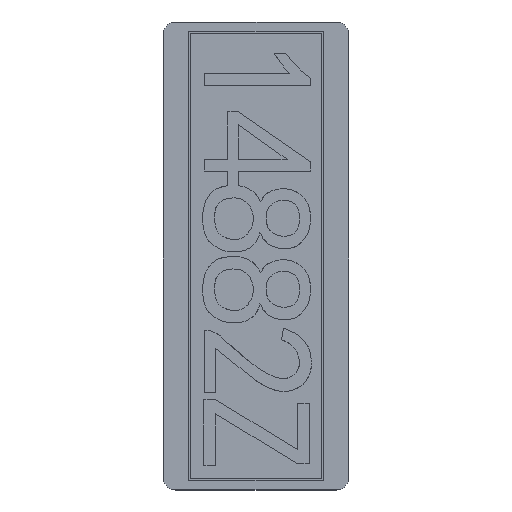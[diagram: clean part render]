
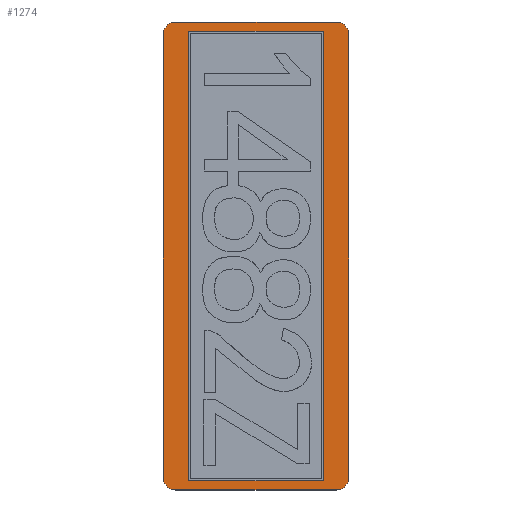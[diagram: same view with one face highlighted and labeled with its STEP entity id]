
A CAD part, top view. The second image highlights one B-rep face of the part: STEP entity #1274.
In plain terms, the highlighted planar face has unit normal (0, 0, 1).
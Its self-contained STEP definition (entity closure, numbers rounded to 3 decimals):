
#51 = CARTESIAN_POINT ( 'NONE',  ( -20.78, 53.911, 3.86 ) ) ;
#53 = VERTEX_POINT ( 'NONE', #3975 ) ;
#96 = CARTESIAN_POINT ( 'NONE',  ( 20.22, 56.911, 3.86 ) ) ;
#110 = VECTOR ( 'NONE', #4035, 1000. ) ;
#132 = ORIENTED_EDGE ( 'NONE', *, *, #1455, .T. ) ;
#255 = EDGE_CURVE ( 'NONE', #4119, #3906, #4604, .T. ) ;
#265 = AXIS2_PLACEMENT_3D ( 'NONE', #538, #912, #2043 ) ;
#303 = CARTESIAN_POINT ( 'NONE',  ( -20.78, -51.071, 3.86 ) ) ;
#323 = VERTEX_POINT ( 'NONE', #1546 ) ;
#334 = CARTESIAN_POINT ( 'NONE',  ( 23.22, 53.911, 3.86 ) ) ;
#538 = CARTESIAN_POINT ( 'NONE',  ( -17.78, 53.911, 3.86 ) ) ;
#578 = CARTESIAN_POINT ( 'NONE',  ( 20.22, 53.911, 3.86 ) ) ;
#584 = ORIENTED_EDGE ( 'NONE', *, *, #1822, .T. ) ;
#604 = EDGE_CURVE ( 'NONE', #3990, #3086, #4499, .T. ) ;
#674 = ORIENTED_EDGE ( 'NONE', *, *, #1890, .T. ) ;
#777 = AXIS2_PLACEMENT_3D ( 'NONE', #3426, #3356, #3326 ) ;
#787 = DIRECTION ( 'NONE',  ( 0., 1., 0. ) ) ;
#912 = DIRECTION ( 'NONE',  ( 0., 0., 1. ) ) ;
#920 = EDGE_CURVE ( 'NONE', #323, #3072, #4302, .T. ) ;
#929 = DIRECTION ( 'NONE',  ( -1., 0., 0. ) ) ;
#931 = DIRECTION ( 'NONE',  ( -1., 0., 0. ) ) ;
#1007 = DIRECTION ( 'NONE',  ( 0., -1., 0. ) ) ;
#1024 = CARTESIAN_POINT ( 'NONE',  ( -20.78, 56.911, 3.86 ) ) ;
#1246 = EDGE_CURVE ( 'NONE', #2159, #4119, #3136, .T. ) ;
#1274 = ADVANCED_FACE ( 'NONE', ( #4595, #2076 ), #1658, .F. ) ;
#1429 = CARTESIAN_POINT ( 'NONE',  ( -17.78, -54.071, 3.86 ) ) ;
#1455 = EDGE_CURVE ( 'NONE', #3072, #2975, #2142, .T. ) ;
#1461 = EDGE_CURVE ( 'NONE', #3757, #4063, #1771, .T. ) ;
#1528 = CARTESIAN_POINT ( 'NONE',  ( 23.22, -51.071, 3.86 ) ) ;
#1546 = CARTESIAN_POINT ( 'NONE',  ( 20.22, -54.071, 3.86 ) ) ;
#1588 = LINE ( 'NONE', #3728, #3622 ) ;
#1658 = PLANE ( 'NONE',  #4462 ) ;
#1689 = LINE ( 'NONE', #1754, #3626 ) ;
#1692 = EDGE_CURVE ( 'NONE', #4063, #53, #1588, .T. ) ;
#1728 = CARTESIAN_POINT ( 'NONE',  ( -24.18, -49.38, 3.86 ) ) ;
#1754 = CARTESIAN_POINT ( 'NONE',  ( -14.78, -49.38, 3.86 ) ) ;
#1771 = LINE ( 'NONE', #4004, #2732 ) ;
#1822 = EDGE_CURVE ( 'NONE', #2975, #3990, #3786, .T. ) ;
#1825 = AXIS2_PLACEMENT_3D ( 'NONE', #578, #3065, #931 ) ;
#1853 = VERTEX_POINT ( 'NONE', #1983 ) ;
#1890 = EDGE_CURVE ( 'NONE', #3086, #2159, #2426, .T. ) ;
#1983 = CARTESIAN_POINT ( 'NONE',  ( -14.78, -51.83, 3.86 ) ) ;
#2025 = ORIENTED_EDGE ( 'NONE', *, *, #604, .T. ) ;
#2043 = DIRECTION ( 'NONE',  ( -1., 0., 0. ) ) ;
#2046 = DIRECTION ( 'NONE',  ( 1., 0., 0. ) ) ;
#2076 = FACE_OUTER_BOUND ( 'NONE', #2598, .T. ) ;
#2077 = ORIENTED_EDGE ( 'NONE', *, *, #4376, .T. ) ;
#2142 = LINE ( 'NONE', #4354, #110 ) ;
#2159 = VERTEX_POINT ( 'NONE', #51 ) ;
#2205 = ORIENTED_EDGE ( 'NONE', *, *, #3674, .F. ) ;
#2223 = CARTESIAN_POINT ( 'NONE',  ( 17.22, 54.67, 3.86 ) ) ;
#2350 = EDGE_CURVE ( 'NONE', #53, #1853, #1689, .T. ) ;
#2426 = CIRCLE ( 'NONE', #265, 3. ) ;
#2427 = DIRECTION ( 'NONE',  ( 0., -1., 0. ) ) ;
#2468 = LINE ( 'NONE', #4196, #4169 ) ;
#2598 = EDGE_LOOP ( 'NONE', ( #132, #584, #2025, #674, #3158, #2897, #2077, #2617 ) ) ;
#2617 = ORIENTED_EDGE ( 'NONE', *, *, #920, .T. ) ;
#2656 = ORIENTED_EDGE ( 'NONE', *, *, #1692, .F. ) ;
#2712 = CARTESIAN_POINT ( 'NONE',  ( -20.78, 56.911, 3.86 ) ) ;
#2732 = VECTOR ( 'NONE', #787, 1000. ) ;
#2778 = ORIENTED_EDGE ( 'NONE', *, *, #1461, .F. ) ;
#2787 = DIRECTION ( 'NONE',  ( -1., 0., 0. ) ) ;
#2802 = CARTESIAN_POINT ( 'NONE',  ( 17.22, -51.83, 3.86 ) ) ;
#2803 = VECTOR ( 'NONE', #2427, 1000. ) ;
#2864 = EDGE_LOOP ( 'NONE', ( #2205, #3170, #2656, #2778 ) ) ;
#2888 = CARTESIAN_POINT ( 'NONE',  ( -17.78, 56.911, 3.86 ) ) ;
#2897 = ORIENTED_EDGE ( 'NONE', *, *, #255, .T. ) ;
#2975 = VERTEX_POINT ( 'NONE', #334 ) ;
#3065 = DIRECTION ( 'NONE',  ( 0., 0., 1. ) ) ;
#3072 = VERTEX_POINT ( 'NONE', #1528 ) ;
#3086 = VERTEX_POINT ( 'NONE', #2888 ) ;
#3136 = LINE ( 'NONE', #1024, #2803 ) ;
#3158 = ORIENTED_EDGE ( 'NONE', *, *, #1246, .T. ) ;
#3170 = ORIENTED_EDGE ( 'NONE', *, *, #2350, .F. ) ;
#3302 = LINE ( 'NONE', #4414, #4319 ) ;
#3326 = DIRECTION ( 'NONE',  ( -1., 0., 0. ) ) ;
#3356 = DIRECTION ( 'NONE',  ( 0., 0., 1. ) ) ;
#3426 = CARTESIAN_POINT ( 'NONE',  ( -17.78, -51.071, 3.86 ) ) ;
#3508 = DIRECTION ( 'NONE',  ( 0., -1., 0. ) ) ;
#3622 = VECTOR ( 'NONE', #4036, 1000. ) ;
#3626 = VECTOR ( 'NONE', #1007, 1000. ) ;
#3674 = EDGE_CURVE ( 'NONE', #1853, #3757, #2468, .T. ) ;
#3706 = AXIS2_PLACEMENT_3D ( 'NONE', #3867, #3841, #2787 ) ;
#3728 = CARTESIAN_POINT ( 'NONE',  ( -24.18, 54.67, 3.86 ) ) ;
#3757 = VERTEX_POINT ( 'NONE', #2802 ) ;
#3786 = CIRCLE ( 'NONE', #1825, 3. ) ;
#3841 = DIRECTION ( 'NONE',  ( 0., 0., 1. ) ) ;
#3867 = CARTESIAN_POINT ( 'NONE',  ( 20.22, -51.071, 3.86 ) ) ;
#3906 = VERTEX_POINT ( 'NONE', #1429 ) ;
#3975 = CARTESIAN_POINT ( 'NONE',  ( -14.78, 54.67, 3.86 ) ) ;
#3990 = VERTEX_POINT ( 'NONE', #96 ) ;
#4004 = CARTESIAN_POINT ( 'NONE',  ( 17.22, -49.38, 3.86 ) ) ;
#4035 = DIRECTION ( 'NONE',  ( 0., 1., 0. ) ) ;
#4036 = DIRECTION ( 'NONE',  ( -1., 0., 0. ) ) ;
#4063 = VERTEX_POINT ( 'NONE', #2223 ) ;
#4119 = VERTEX_POINT ( 'NONE', #303 ) ;
#4169 = VECTOR ( 'NONE', #2046, 1000. ) ;
#4196 = CARTESIAN_POINT ( 'NONE',  ( -24.18, -51.83, 3.86 ) ) ;
#4264 = DIRECTION ( 'NONE',  ( 0., 0., -1. ) ) ;
#4302 = CIRCLE ( 'NONE', #3706, 3. ) ;
#4319 = VECTOR ( 'NONE', #4360, 1000. ) ;
#4354 = CARTESIAN_POINT ( 'NONE',  ( 23.22, 56.911, 3.86 ) ) ;
#4360 = DIRECTION ( 'NONE',  ( 1., 0., 0. ) ) ;
#4376 = EDGE_CURVE ( 'NONE', #3906, #323, #3302, .T. ) ;
#4414 = CARTESIAN_POINT ( 'NONE',  ( -20.78, -54.071, 3.86 ) ) ;
#4462 = AXIS2_PLACEMENT_3D ( 'NONE', #1728, #4264, #3508 ) ;
#4499 = LINE ( 'NONE', #2712, #4528 ) ;
#4528 = VECTOR ( 'NONE', #929, 1000. ) ;
#4595 = FACE_BOUND ( 'NONE', #2864, .T. ) ;
#4604 = CIRCLE ( 'NONE', #777, 3. ) ;
